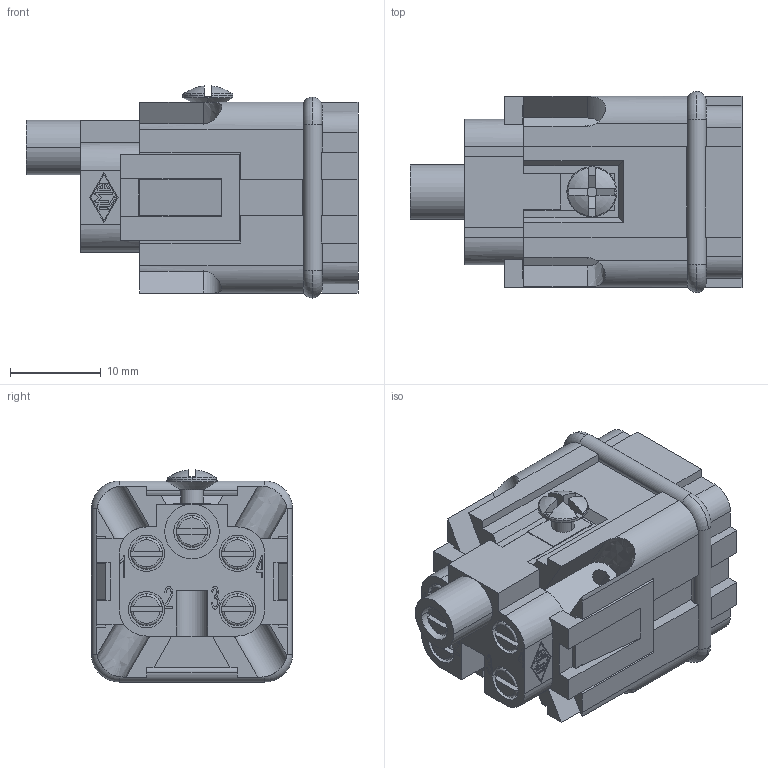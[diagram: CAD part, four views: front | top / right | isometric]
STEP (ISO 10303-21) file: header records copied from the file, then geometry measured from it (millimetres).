
FILE_DESCRIPTION((''),'2;1');
FILE_NAME('CKM 04.stp','2006-12-07T16:10:58',('gembarski'),(''),'Autodesk Inventor 7','Autodesk Inventor 7','');
FILE_SCHEMA(('AUTOMOTIVE_DESIGN { 1 0 10303 214 1 1 1 1 }'));
Length unit declared in the file: millimetre
Products named in the file (1): CKM 04
Bounding box: 36.5 x 22.1 x 23.31 mm (x, y, z)
Volume: 6691.6 mm3; surface area: 6068.3 mm2
Topology: 1 solids, 1 shells, 559 faces, 1625 edges, 1070 vertices
Faces by surface type: plane 320, bspline 104, cylinder 93, torus 36, sphere 4, cone 2
Entity records: 19636 total; most frequent: CARTESIAN_POINT 5035, ORIENTED_EDGE 3250, DIRECTION 2784, EDGE_CURVE 1625, VERTEX_POINT 1070, VECTOR 1064, LINE 1064, AXIS2_PLACEMENT_3D 860
